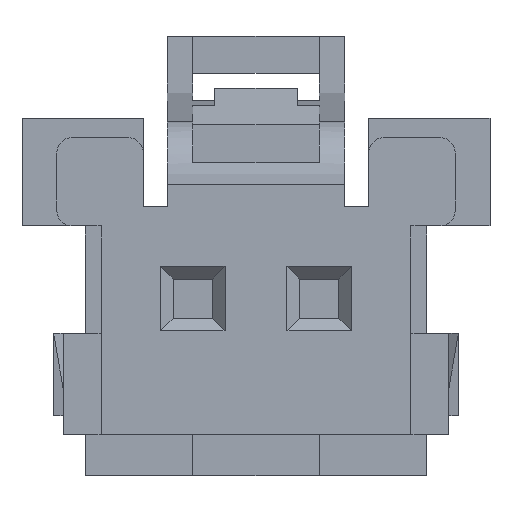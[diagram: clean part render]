
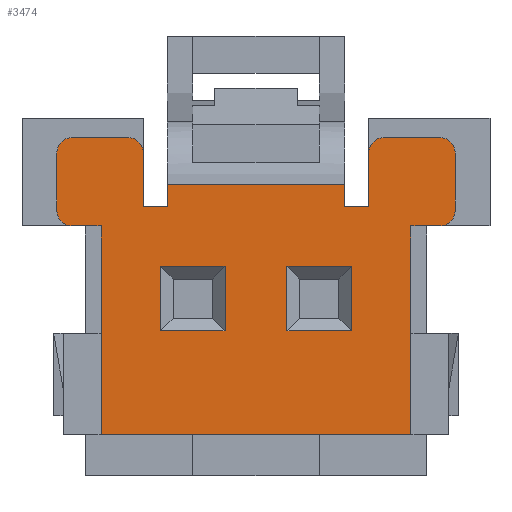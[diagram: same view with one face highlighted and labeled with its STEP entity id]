
A CAD part, front view. The second image highlights one B-rep face of the part: STEP entity #3474.
In plain terms, the highlighted planar face has unit normal (0, -1, 0).
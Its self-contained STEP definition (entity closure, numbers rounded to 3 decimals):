
#639=DIRECTION('',(1.,0.,0.));
#640=VECTOR('',#639,4.9);
#641=CARTESIAN_POINT('',(-2.45,0.,-1.775));
#642=LINE('',#641,#640);
#827=DIRECTION('',(0.,0.,-1.));
#828=VECTOR('',#827,3.3);
#829=CARTESIAN_POINT('',(-2.45,0.,1.525));
#830=LINE('',#829,#828);
#831=DIRECTION('',(1.,0.,0.));
#832=VECTOR('',#831,0.45);
#833=CARTESIAN_POINT('',(-2.9,0.,1.525));
#834=LINE('',#833,#832);
#835=CARTESIAN_POINT('',(-2.9,0.,1.775));
#836=DIRECTION('',(0.,-1.,0.));
#837=DIRECTION('',(-1.,0.,0.));
#838=AXIS2_PLACEMENT_3D('',#835,#836,#837);
#840=DIRECTION('',(0.,0.,-1.));
#841=VECTOR('',#840,0.9);
#842=CARTESIAN_POINT('',(-3.15,0.,2.675));
#843=LINE('',#842,#841);
#844=CARTESIAN_POINT('',(-2.9,0.,2.675));
#845=DIRECTION('',(0.,-1.,0.));
#846=DIRECTION('',(0.,0.,1.));
#847=AXIS2_PLACEMENT_3D('',#844,#845,#846);
#849=DIRECTION('',(-1.,0.,0.));
#850=VECTOR('',#849,0.87);
#851=CARTESIAN_POINT('',(-2.03,0.,2.925));
#852=LINE('',#851,#850);
#853=CARTESIAN_POINT('',(-2.03,0.,2.675));
#854=DIRECTION('',(0.,-1.,0.));
#855=DIRECTION('',(1.,0.,0.));
#856=AXIS2_PLACEMENT_3D('',#853,#854,#855);
#858=DIRECTION('',(0.,0.,1.));
#859=VECTOR('',#858,0.85);
#860=CARTESIAN_POINT('',(-1.78,0.,1.825));
#861=LINE('',#860,#859);
#862=DIRECTION('',(1.,0.,0.));
#863=VECTOR('',#862,0.38);
#864=CARTESIAN_POINT('',(-1.78,0.,1.825));
#865=LINE('',#864,#863);
#866=DIRECTION('',(1.,0.,0.));
#867=VECTOR('',#866,2.8);
#868=CARTESIAN_POINT('',(-1.4,0.,2.178));
#869=LINE('',#868,#867);
#870=DIRECTION('',(1.,0.,0.));
#871=VECTOR('',#870,0.38);
#872=CARTESIAN_POINT('',(1.4,0.,1.825));
#873=LINE('',#872,#871);
#874=DIRECTION('',(0.,0.,-1.));
#875=VECTOR('',#874,0.85);
#876=CARTESIAN_POINT('',(1.78,0.,2.675));
#877=LINE('',#876,#875);
#878=CARTESIAN_POINT('',(2.03,0.,2.675));
#879=DIRECTION('',(0.,-1.,0.));
#880=DIRECTION('',(0.,0.,1.));
#881=AXIS2_PLACEMENT_3D('',#878,#879,#880);
#883=DIRECTION('',(-1.,0.,0.));
#884=VECTOR('',#883,0.87);
#885=CARTESIAN_POINT('',(2.9,0.,2.925));
#886=LINE('',#885,#884);
#887=CARTESIAN_POINT('',(2.9,0.,2.675));
#888=DIRECTION('',(0.,-1.,0.));
#889=DIRECTION('',(1.,0.,0.));
#890=AXIS2_PLACEMENT_3D('',#887,#888,#889);
#892=DIRECTION('',(0.,0.,1.));
#893=VECTOR('',#892,0.9);
#894=CARTESIAN_POINT('',(3.15,0.,1.775));
#895=LINE('',#894,#893);
#896=CARTESIAN_POINT('',(2.9,0.,1.775));
#897=DIRECTION('',(0.,-1.,0.));
#898=DIRECTION('',(0.,0.,-1.));
#899=AXIS2_PLACEMENT_3D('',#896,#897,#898);
#901=DIRECTION('',(1.,0.,0.));
#902=VECTOR('',#901,0.45);
#903=CARTESIAN_POINT('',(2.45,0.,1.525));
#904=LINE('',#903,#902);
#905=DIRECTION('',(0.,0.,-1.));
#906=VECTOR('',#905,3.3);
#907=CARTESIAN_POINT('',(2.45,0.,1.525));
#908=LINE('',#907,#906);
#909=DIRECTION('',(0.,0.,1.));
#910=VECTOR('',#909,1.02);
#911=CARTESIAN_POINT('',(0.49,0.,-0.135));
#912=LINE('',#911,#910);
#921=DIRECTION('',(1.,0.,0.));
#922=VECTOR('',#921,1.02);
#923=CARTESIAN_POINT('',(0.49,0.,0.885));
#924=LINE('',#923,#922);
#933=DIRECTION('',(0.,0.,-1.));
#934=VECTOR('',#933,1.02);
#935=CARTESIAN_POINT('',(1.51,0.,0.885));
#936=LINE('',#935,#934);
#941=DIRECTION('',(-1.,0.,0.));
#942=VECTOR('',#941,1.02);
#943=CARTESIAN_POINT('',(1.51,0.,-0.135));
#944=LINE('',#943,#942);
#989=DIRECTION('',(0.,0.,1.));
#990=VECTOR('',#989,1.02);
#991=CARTESIAN_POINT('',(-1.51,0.,-0.135));
#992=LINE('',#991,#990);
#1001=DIRECTION('',(1.,0.,0.));
#1002=VECTOR('',#1001,1.02);
#1003=CARTESIAN_POINT('',(-1.51,0.,0.885));
#1004=LINE('',#1003,#1002);
#1013=DIRECTION('',(0.,0.,-1.));
#1014=VECTOR('',#1013,1.02);
#1015=CARTESIAN_POINT('',(-0.49,0.,0.885));
#1016=LINE('',#1015,#1014);
#1021=DIRECTION('',(-1.,0.,0.));
#1022=VECTOR('',#1021,1.02);
#1023=CARTESIAN_POINT('',(-0.49,0.,-0.135));
#1024=LINE('',#1023,#1022);
#1287=DIRECTION('',(0.,0.,-1.));
#1288=VECTOR('',#1287,0.353);
#1289=CARTESIAN_POINT('',(-1.4,0.,2.178));
#1290=LINE('',#1289,#1288);
#1291=DIRECTION('',(0.,0.,-1.));
#1292=VECTOR('',#1291,0.353);
#1293=CARTESIAN_POINT('',(1.4,0.,2.178));
#1294=LINE('',#1293,#1292);
#1777=CARTESIAN_POINT('',(-1.4,0.,2.178));
#1778=VERTEX_POINT('',#1777);
#1793=CARTESIAN_POINT('',(1.4,0.,2.178));
#1794=VERTEX_POINT('',#1793);
#1796=CARTESIAN_POINT('',(-1.4,0.,1.825));
#1798=VERTEX_POINT('',#1796);
#1800=CARTESIAN_POINT('',(1.4,0.,1.825));
#1802=VERTEX_POINT('',#1800);
#1891=CARTESIAN_POINT('',(1.51,0.,0.885));
#1892=CARTESIAN_POINT('',(1.51,0.,-0.135));
#1893=VERTEX_POINT('',#1891);
#1894=VERTEX_POINT('',#1892);
#1899=CARTESIAN_POINT('',(0.49,0.,0.885));
#1900=VERTEX_POINT('',#1899);
#1903=CARTESIAN_POINT('',(0.49,0.,-0.135));
#1904=VERTEX_POINT('',#1903);
#1907=CARTESIAN_POINT('',(-2.45,0.,-1.775));
#1908=CARTESIAN_POINT('',(2.45,0.,-1.775));
#1909=VERTEX_POINT('',#1907);
#1910=VERTEX_POINT('',#1908);
#2131=CARTESIAN_POINT('',(-0.49,0.,0.885));
#2132=CARTESIAN_POINT('',(-0.49,0.,-0.135));
#2133=VERTEX_POINT('',#2131);
#2134=VERTEX_POINT('',#2132);
#2139=CARTESIAN_POINT('',(-1.51,0.,0.885));
#2140=VERTEX_POINT('',#2139);
#2143=CARTESIAN_POINT('',(-1.51,0.,-0.135));
#2144=VERTEX_POINT('',#2143);
#2163=CARTESIAN_POINT('',(3.15,0.,1.775));
#2164=CARTESIAN_POINT('',(3.15,0.,2.675));
#2165=VERTEX_POINT('',#2163);
#2166=VERTEX_POINT('',#2164);
#2167=CARTESIAN_POINT('',(2.9,0.,2.925));
#2168=CARTESIAN_POINT('',(2.03,0.,2.925));
#2169=VERTEX_POINT('',#2167);
#2170=VERTEX_POINT('',#2168);
#2172=CARTESIAN_POINT('',(2.45,0.,1.525));
#2174=VERTEX_POINT('',#2172);
#2183=CARTESIAN_POINT('',(1.78,0.,2.675));
#2184=CARTESIAN_POINT('',(1.78,0.,1.825));
#2185=VERTEX_POINT('',#2183);
#2186=VERTEX_POINT('',#2184);
#2187=CARTESIAN_POINT('',(2.9,0.,1.525));
#2188=VERTEX_POINT('',#2187);
#2195=CARTESIAN_POINT('',(-1.78,0.,2.675));
#2196=CARTESIAN_POINT('',(-2.03,0.,2.925));
#2197=VERTEX_POINT('',#2195);
#2198=VERTEX_POINT('',#2196);
#2199=CARTESIAN_POINT('',(-2.9,0.,2.925));
#2200=VERTEX_POINT('',#2199);
#2201=CARTESIAN_POINT('',(-3.15,0.,2.675));
#2202=VERTEX_POINT('',#2201);
#2203=CARTESIAN_POINT('',(-3.15,0.,1.775));
#2204=VERTEX_POINT('',#2203);
#2205=CARTESIAN_POINT('',(-2.9,0.,1.525));
#2206=VERTEX_POINT('',#2205);
#2207=CARTESIAN_POINT('',(-2.45,0.,1.525));
#2209=VERTEX_POINT('',#2207);
#2219=CARTESIAN_POINT('',(-1.78,0.,1.825));
#2220=VERTEX_POINT('',#2219);
#3410=CARTESIAN_POINT('',(-3.7,0.,1.825));
#3411=DIRECTION('',(0.,-1.,0.));
#3412=DIRECTION('',(0.,0.,-1.));
#3413=AXIS2_PLACEMENT_3D('',#3410,#3411,#3412);
#3414=PLANE('',#3413);
#3416=ORIENTED_EDGE('',*,*,#3415,.F.);
#3418=ORIENTED_EDGE('',*,*,#3417,.F.);
#3420=ORIENTED_EDGE('',*,*,#3419,.F.);
#3422=ORIENTED_EDGE('',*,*,#3421,.F.);
#3424=ORIENTED_EDGE('',*,*,#3423,.F.);
#3426=ORIENTED_EDGE('',*,*,#3425,.F.);
#3428=ORIENTED_EDGE('',*,*,#3427,.F.);
#3429=ORIENTED_EDGE('',*,*,#2948,.F.);
#3430=ORIENTED_EDGE('',*,*,#2978,.T.);
#3432=ORIENTED_EDGE('',*,*,#3431,.F.);
#3434=ORIENTED_EDGE('',*,*,#3433,.T.);
#3436=ORIENTED_EDGE('',*,*,#3435,.T.);
#3437=ORIENTED_EDGE('',*,*,#2970,.T.);
#3438=ORIENTED_EDGE('',*,*,#3004,.F.);
#3440=ORIENTED_EDGE('',*,*,#3439,.F.);
#3442=ORIENTED_EDGE('',*,*,#3441,.F.);
#3444=ORIENTED_EDGE('',*,*,#3443,.F.);
#3446=ORIENTED_EDGE('',*,*,#3445,.F.);
#3448=ORIENTED_EDGE('',*,*,#3447,.F.);
#3449=ORIENTED_EDGE('',*,*,#3367,.F.);
#3450=ORIENTED_EDGE('',*,*,#3393,.T.);
#3451=ORIENTED_EDGE('',*,*,#3144,.F.);
#3452=EDGE_LOOP('',(#3416,#3418,#3420,#3422,#3424,#3426,#3428,#3429,#3430,#3432,
#3434,#3436,#3437,#3438,#3440,#3442,#3444,#3446,#3448,#3449,#3450,#3451));
#3453=FACE_OUTER_BOUND('',#3452,.F.);
#3455=ORIENTED_EDGE('',*,*,#3454,.F.);
#3457=ORIENTED_EDGE('',*,*,#3456,.F.);
#3459=ORIENTED_EDGE('',*,*,#3458,.F.);
#3461=ORIENTED_EDGE('',*,*,#3460,.F.);
#3462=EDGE_LOOP('',(#3455,#3457,#3459,#3461));
#3463=FACE_BOUND('',#3462,.F.);
#3465=ORIENTED_EDGE('',*,*,#3464,.F.);
#3467=ORIENTED_EDGE('',*,*,#3466,.F.);
#3469=ORIENTED_EDGE('',*,*,#3468,.F.);
#3471=ORIENTED_EDGE('',*,*,#3470,.F.);
#3472=EDGE_LOOP('',(#3465,#3467,#3469,#3471));
#3473=FACE_BOUND('',#3472,.F.);
#3474=ADVANCED_FACE('',(#3453,#3463,#3473),#3414,.T.);
#839=CIRCLE('',#838,0.25);
#848=CIRCLE('',#847,0.25);
#857=CIRCLE('',#856,0.25);
#882=CIRCLE('',#881,0.25);
#891=CIRCLE('',#890,0.25);
#900=CIRCLE('',#899,0.25);
#2948=EDGE_CURVE('',#2220,#2197,#861,.T.);
#2970=EDGE_CURVE('',#1802,#2186,#873,.T.);
#2978=EDGE_CURVE('',#2220,#1798,#865,.T.);
#3004=EDGE_CURVE('',#2185,#2186,#877,.T.);
#3144=EDGE_CURVE('',#1909,#1910,#642,.T.);
#3367=EDGE_CURVE('',#2174,#2188,#904,.T.);
#3393=EDGE_CURVE('',#2174,#1910,#908,.T.);
#3415=EDGE_CURVE('',#2209,#1909,#830,.T.);
#3417=EDGE_CURVE('',#2206,#2209,#834,.T.);
#3419=EDGE_CURVE('',#2204,#2206,#839,.T.);
#3421=EDGE_CURVE('',#2202,#2204,#843,.T.);
#3423=EDGE_CURVE('',#2200,#2202,#848,.T.);
#3425=EDGE_CURVE('',#2198,#2200,#852,.T.);
#3427=EDGE_CURVE('',#2197,#2198,#857,.T.);
#3431=EDGE_CURVE('',#1778,#1798,#1290,.T.);
#3433=EDGE_CURVE('',#1778,#1794,#869,.T.);
#3435=EDGE_CURVE('',#1794,#1802,#1294,.T.);
#3439=EDGE_CURVE('',#2170,#2185,#882,.T.);
#3441=EDGE_CURVE('',#2169,#2170,#886,.T.);
#3443=EDGE_CURVE('',#2166,#2169,#891,.T.);
#3445=EDGE_CURVE('',#2165,#2166,#895,.T.);
#3447=EDGE_CURVE('',#2188,#2165,#900,.T.);
#3454=EDGE_CURVE('',#2144,#2140,#992,.T.);
#3456=EDGE_CURVE('',#2134,#2144,#1024,.T.);
#3458=EDGE_CURVE('',#2133,#2134,#1016,.T.);
#3460=EDGE_CURVE('',#2140,#2133,#1004,.T.);
#3464=EDGE_CURVE('',#1904,#1900,#912,.T.);
#3466=EDGE_CURVE('',#1894,#1904,#944,.T.);
#3468=EDGE_CURVE('',#1893,#1894,#936,.T.);
#3470=EDGE_CURVE('',#1900,#1893,#924,.T.);
